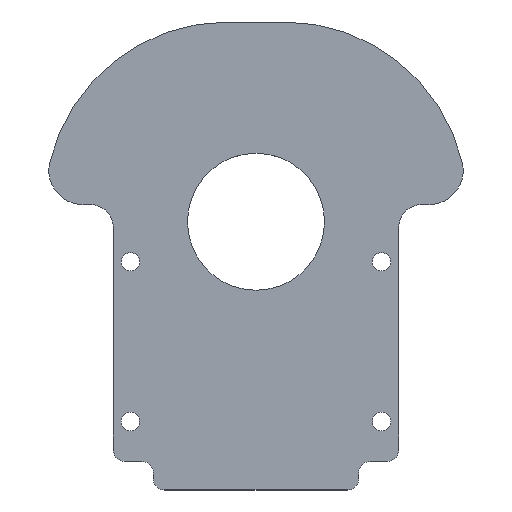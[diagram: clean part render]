
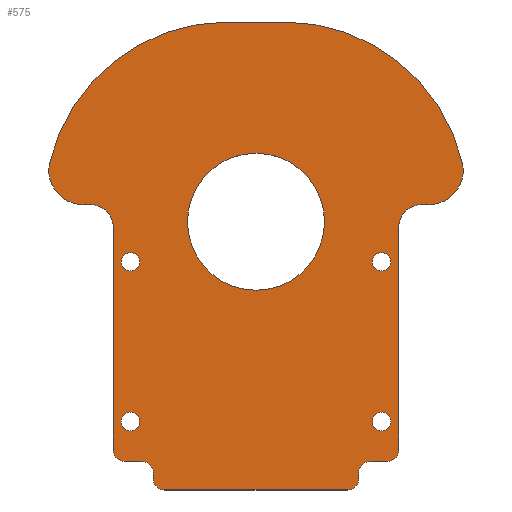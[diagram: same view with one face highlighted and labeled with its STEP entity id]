
A CAD part, top view. The second image highlights one B-rep face of the part: STEP entity #575.
In plain terms, the highlighted planar face has unit normal (0, 0, 1).
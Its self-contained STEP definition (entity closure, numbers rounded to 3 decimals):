
#20=FACE_BOUND('',#100,.T.);
#21=FACE_BOUND('',#101,.T.);
#22=FACE_BOUND('',#102,.T.);
#23=FACE_BOUND('',#103,.T.);
#24=FACE_BOUND('',#104,.T.);
#36=PLANE('',#652);
#65=FACE_OUTER_BOUND('',#99,.T.);
#99=EDGE_LOOP('',(#503,#504,#505,#506,#507,#508,#509,#510,#511,#512,#513,
#514,#515,#516,#517,#518,#519,#520,#521,#522,#523,#524));
#100=EDGE_LOOP('',(#525));
#101=EDGE_LOOP('',(#526));
#102=EDGE_LOOP('',(#527));
#103=EDGE_LOOP('',(#528));
#104=EDGE_LOOP('',(#529));
#117=LINE('',#892,#164);
#122=LINE('',#905,#169);
#125=LINE('',#914,#172);
#130=LINE('',#928,#177);
#135=LINE('',#939,#182);
#147=LINE('',#983,#194);
#148=LINE('',#985,#195);
#149=LINE('',#987,#196);
#150=LINE('',#989,#197);
#151=LINE('',#991,#198);
#164=VECTOR('',#709,10.);
#169=VECTOR('',#724,10.);
#172=VECTOR('',#733,10.);
#177=VECTOR('',#748,10.);
#182=VECTOR('',#759,10.);
#194=VECTOR('',#813,10.);
#195=VECTOR('',#816,10.);
#196=VECTOR('',#819,10.);
#197=VECTOR('',#822,10.);
#198=VECTOR('',#825,10.);
#199=CIRCLE('',#591,1.);
#217=CIRCLE('',#612,1.);
#218=CIRCLE('',#614,1.);
#219=CIRCLE('',#617,1.);
#220=CIRCLE('',#620,1.);
#221=CIRCLE('',#622,1.);
#222=CIRCLE('',#625,2.);
#223=CIRCLE('',#628,2.);
#224=CIRCLE('',#630,3.);
#225=CIRCLE('',#632,16.);
#226=CIRCLE('',#634,3.);
#227=CIRCLE('',#636,16.);
#228=CIRCLE('',#638,6.);
#229=CIRCLE('',#640,0.8);
#230=CIRCLE('',#642,0.8);
#231=CIRCLE('',#644,0.8);
#232=CIRCLE('',#646,0.8);
#233=VERTEX_POINT('',#830);
#234=VERTEX_POINT('',#831);
#262=VERTEX_POINT('',#891);
#263=VERTEX_POINT('',#895);
#264=VERTEX_POINT('',#899);
#265=VERTEX_POINT('',#900);
#266=VERTEX_POINT('',#907);
#267=VERTEX_POINT('',#908);
#268=VERTEX_POINT('',#913);
#269=VERTEX_POINT('',#917);
#270=VERTEX_POINT('',#921);
#271=VERTEX_POINT('',#922);
#272=VERTEX_POINT('',#927);
#273=VERTEX_POINT('',#931);
#274=VERTEX_POINT('',#933);
#275=VERTEX_POINT('',#937);
#276=VERTEX_POINT('',#941);
#277=VERTEX_POINT('',#945);
#278=VERTEX_POINT('',#949);
#279=VERTEX_POINT('',#953);
#280=VERTEX_POINT('',#954);
#281=VERTEX_POINT('',#959);
#282=VERTEX_POINT('',#963);
#283=VERTEX_POINT('',#967);
#284=VERTEX_POINT('',#971);
#285=VERTEX_POINT('',#975);
#286=VERTEX_POINT('',#979);
#287=EDGE_CURVE('',#233,#234,#199,.T.);
#317=EDGE_CURVE('',#262,#234,#117,.T.);
#319=EDGE_CURVE('',#262,#263,#217,.T.);
#321=EDGE_CURVE('',#264,#265,#218,.T.);
#324=EDGE_CURVE('',#264,#263,#122,.T.);
#325=EDGE_CURVE('',#266,#267,#219,.T.);
#328=EDGE_CURVE('',#268,#267,#125,.T.);
#330=EDGE_CURVE('',#268,#269,#220,.T.);
#332=EDGE_CURVE('',#270,#271,#221,.T.);
#335=EDGE_CURVE('',#272,#271,#130,.T.);
#338=EDGE_CURVE('',#273,#274,#222,.T.);
#341=EDGE_CURVE('',#273,#275,#135,.T.);
#342=EDGE_CURVE('',#272,#276,#223,.T.);
#344=EDGE_CURVE('',#277,#275,#224,.T.);
#347=EDGE_CURVE('',#277,#278,#225,.T.);
#348=EDGE_CURVE('',#279,#280,#226,.T.);
#351=EDGE_CURVE('',#281,#280,#227,.T.);
#353=EDGE_CURVE('',#282,#282,#228,.T.);
#355=EDGE_CURVE('',#283,#283,#229,.T.);
#357=EDGE_CURVE('',#284,#284,#230,.T.);
#359=EDGE_CURVE('',#285,#285,#231,.T.);
#361=EDGE_CURVE('',#286,#286,#232,.T.);
#363=EDGE_CURVE('',#279,#276,#147,.T.);
#364=EDGE_CURVE('',#278,#281,#148,.T.);
#365=EDGE_CURVE('',#233,#274,#149,.T.);
#366=EDGE_CURVE('',#266,#265,#150,.T.);
#367=EDGE_CURVE('',#270,#269,#151,.T.);
#503=ORIENTED_EDGE('',*,*,#287,.F.);
#504=ORIENTED_EDGE('',*,*,#365,.T.);
#505=ORIENTED_EDGE('',*,*,#338,.F.);
#506=ORIENTED_EDGE('',*,*,#341,.T.);
#507=ORIENTED_EDGE('',*,*,#344,.F.);
#508=ORIENTED_EDGE('',*,*,#347,.T.);
#509=ORIENTED_EDGE('',*,*,#364,.T.);
#510=ORIENTED_EDGE('',*,*,#351,.T.);
#511=ORIENTED_EDGE('',*,*,#348,.F.);
#512=ORIENTED_EDGE('',*,*,#363,.T.);
#513=ORIENTED_EDGE('',*,*,#342,.F.);
#514=ORIENTED_EDGE('',*,*,#335,.T.);
#515=ORIENTED_EDGE('',*,*,#332,.F.);
#516=ORIENTED_EDGE('',*,*,#367,.T.);
#517=ORIENTED_EDGE('',*,*,#330,.F.);
#518=ORIENTED_EDGE('',*,*,#328,.T.);
#519=ORIENTED_EDGE('',*,*,#325,.F.);
#520=ORIENTED_EDGE('',*,*,#366,.T.);
#521=ORIENTED_EDGE('',*,*,#321,.F.);
#522=ORIENTED_EDGE('',*,*,#324,.T.);
#523=ORIENTED_EDGE('',*,*,#319,.F.);
#524=ORIENTED_EDGE('',*,*,#317,.T.);
#525=ORIENTED_EDGE('',*,*,#361,.T.);
#526=ORIENTED_EDGE('',*,*,#359,.T.);
#527=ORIENTED_EDGE('',*,*,#357,.T.);
#528=ORIENTED_EDGE('',*,*,#355,.T.);
#529=ORIENTED_EDGE('',*,*,#353,.T.);
#575=ADVANCED_FACE('',(#65,#20,#21,#22,#23,#24),#36,.T.);
#591=AXIS2_PLACEMENT_3D('',#832,#657,#658);
#612=AXIS2_PLACEMENT_3D('',#896,#713,#714);
#614=AXIS2_PLACEMENT_3D('',#901,#718,#719);
#617=AXIS2_PLACEMENT_3D('',#909,#727,#728);
#620=AXIS2_PLACEMENT_3D('',#918,#737,#738);
#622=AXIS2_PLACEMENT_3D('',#923,#742,#743);
#625=AXIS2_PLACEMENT_3D('',#934,#753,#754);
#628=AXIS2_PLACEMENT_3D('',#942,#762,#763);
#630=AXIS2_PLACEMENT_3D('',#946,#767,#768);
#632=AXIS2_PLACEMENT_3D('',#951,#773,#774);
#634=AXIS2_PLACEMENT_3D('',#955,#777,#778);
#636=AXIS2_PLACEMENT_3D('',#960,#783,#784);
#638=AXIS2_PLACEMENT_3D('',#964,#788,#789);
#640=AXIS2_PLACEMENT_3D('',#968,#793,#794);
#642=AXIS2_PLACEMENT_3D('',#972,#798,#799);
#644=AXIS2_PLACEMENT_3D('',#976,#803,#804);
#646=AXIS2_PLACEMENT_3D('',#980,#808,#809);
#652=AXIS2_PLACEMENT_3D('',#992,#826,#827);
#657=DIRECTION('center_axis',(0.,0.,-1.));
#658=DIRECTION('ref_axis',(0.707,-0.707,0.));
#709=DIRECTION('',(1.,0.,0.));
#713=DIRECTION('center_axis',(0.,0.,1.));
#714=DIRECTION('ref_axis',(-0.707,0.707,0.));
#718=DIRECTION('center_axis',(0.,0.,-1.));
#719=DIRECTION('ref_axis',(0.707,-0.707,0.));
#724=DIRECTION('',(0.,1.,0.));
#727=DIRECTION('center_axis',(0.,0.,-1.));
#728=DIRECTION('ref_axis',(-0.707,-0.707,0.));
#733=DIRECTION('',(0.,-1.,0.));
#737=DIRECTION('center_axis',(0.,0.,1.));
#738=DIRECTION('ref_axis',(0.707,0.707,0.));
#742=DIRECTION('center_axis',(0.,0.,-1.));
#743=DIRECTION('ref_axis',(-0.707,-0.707,0.));
#748=DIRECTION('',(0.,-1.,0.));
#753=DIRECTION('center_axis',(0.,0.,1.));
#754=DIRECTION('ref_axis',(-0.707,0.707,0.));
#759=DIRECTION('',(1.,0.,0.));
#762=DIRECTION('center_axis',(0.,0.,1.));
#763=DIRECTION('ref_axis',(0.707,0.707,0.));
#767=DIRECTION('center_axis',(0.,0.,-1.));
#768=DIRECTION('ref_axis',(0.784,-0.62,0.));
#773=DIRECTION('center_axis',(0.,0.,1.));
#774=DIRECTION('ref_axis',(1.,0.,0.));
#777=DIRECTION('center_axis',(0.,0.,-1.));
#778=DIRECTION('ref_axis',(-0.784,-0.62,0.));
#783=DIRECTION('center_axis',(0.,0.,1.));
#784=DIRECTION('ref_axis',(0.,1.,0.));
#788=DIRECTION('center_axis',(0.,0.,-1.));
#789=DIRECTION('ref_axis',(1.,0.,0.));
#793=DIRECTION('center_axis',(0.,0.,-1.));
#794=DIRECTION('ref_axis',(1.,0.,0.));
#798=DIRECTION('center_axis',(0.,0.,-1.));
#799=DIRECTION('ref_axis',(1.,0.,0.));
#803=DIRECTION('center_axis',(0.,0.,-1.));
#804=DIRECTION('ref_axis',(1.,0.,0.));
#808=DIRECTION('center_axis',(0.,0.,-1.));
#809=DIRECTION('ref_axis',(1.,0.,0.));
#813=DIRECTION('',(1.,0.,0.));
#816=DIRECTION('',(-1.,0.,0.));
#819=DIRECTION('',(0.,1.,0.));
#822=DIRECTION('',(1.,0.,0.));
#825=DIRECTION('',(1.,0.,0.));
#826=DIRECTION('center_axis',(0.,0.,1.));
#827=DIRECTION('ref_axis',(1.,0.,0.));
#830=CARTESIAN_POINT('',(12.5,-9.5,0.6));
#831=CARTESIAN_POINT('',(11.5,-10.5,0.6));
#832=CARTESIAN_POINT('Origin',(11.5,-9.5,0.6));
#891=CARTESIAN_POINT('',(10.,-10.5,0.6));
#892=CARTESIAN_POINT('',(12.5,-10.5,0.6));
#895=CARTESIAN_POINT('',(9.,-11.5,0.6));
#896=CARTESIAN_POINT('Origin',(10.,-11.5,0.6));
#899=CARTESIAN_POINT('',(9.,-12.,0.6));
#900=CARTESIAN_POINT('',(8.,-13.,0.6));
#901=CARTESIAN_POINT('Origin',(8.,-12.,0.6));
#905=CARTESIAN_POINT('',(9.,-10.5,0.6));
#907=CARTESIAN_POINT('',(-8.,-13.,0.6));
#908=CARTESIAN_POINT('',(-9.,-12.,0.6));
#909=CARTESIAN_POINT('Origin',(-8.,-12.,0.6));
#913=CARTESIAN_POINT('',(-9.,-11.5,0.6));
#914=CARTESIAN_POINT('',(-9.,-10.5,0.6));
#917=CARTESIAN_POINT('',(-10.,-10.5,0.6));
#918=CARTESIAN_POINT('Origin',(-10.,-11.5,0.6));
#921=CARTESIAN_POINT('',(-11.5,-10.5,0.6));
#922=CARTESIAN_POINT('',(-12.5,-9.5,0.6));
#923=CARTESIAN_POINT('Origin',(-11.5,-9.5,0.6));
#927=CARTESIAN_POINT('',(-12.5,10.,0.6));
#928=CARTESIAN_POINT('',(-12.5,0.,0.6));
#931=CARTESIAN_POINT('',(14.5,12.,0.6));
#933=CARTESIAN_POINT('',(12.5,10.,0.6));
#934=CARTESIAN_POINT('Origin',(14.5,10.,0.6));
#937=CARTESIAN_POINT('',(15.149,12.,0.6));
#939=CARTESIAN_POINT('',(12.5,12.,0.6));
#941=CARTESIAN_POINT('',(-14.5,12.,0.6));
#942=CARTESIAN_POINT('Origin',(-14.5,10.,0.6));
#945=CARTESIAN_POINT('',(18.068,15.692,0.6));
#946=CARTESIAN_POINT('Origin',(15.149,15.,0.6));
#949=CARTESIAN_POINT('',(2.5,28.,0.6));
#951=CARTESIAN_POINT('Origin',(2.5,12.,0.6));
#953=CARTESIAN_POINT('',(-15.149,12.,0.6));
#954=CARTESIAN_POINT('',(-18.068,15.692,0.6));
#955=CARTESIAN_POINT('Origin',(-15.149,15.,0.6));
#959=CARTESIAN_POINT('',(-2.5,28.,0.6));
#960=CARTESIAN_POINT('Origin',(-2.5,12.,0.6));
#963=CARTESIAN_POINT('',(-6.,10.5,0.6));
#964=CARTESIAN_POINT('Origin',(0.,10.5,0.6));
#967=CARTESIAN_POINT('',(10.2,7.,0.6));
#968=CARTESIAN_POINT('Origin',(11.,7.,0.6));
#971=CARTESIAN_POINT('',(10.2,-7.,0.6));
#972=CARTESIAN_POINT('Origin',(11.,-7.,0.6));
#975=CARTESIAN_POINT('',(-11.8,-7.,0.6));
#976=CARTESIAN_POINT('Origin',(-11.,-7.,0.6));
#979=CARTESIAN_POINT('',(-11.8,7.,0.6));
#980=CARTESIAN_POINT('Origin',(-11.,7.,0.6));
#983=CARTESIAN_POINT('',(-12.5,12.,0.6));
#985=CARTESIAN_POINT('',(-2.5,28.,0.6));
#987=CARTESIAN_POINT('',(12.5,0.,0.6));
#989=CARTESIAN_POINT('',(9.,-13.,0.6));
#991=CARTESIAN_POINT('',(-12.5,-10.5,0.6));
#992=CARTESIAN_POINT('Origin',(0.,7.5,0.6));
